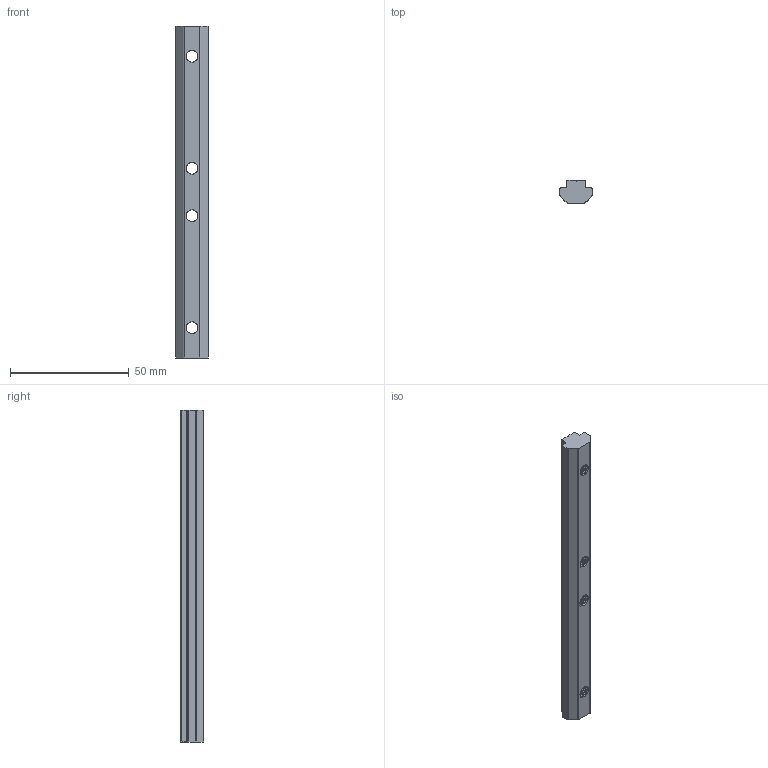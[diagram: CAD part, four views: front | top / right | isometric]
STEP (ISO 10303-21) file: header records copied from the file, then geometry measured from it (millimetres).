
FILE_DESCRIPTION (( 'STEP AP214' ), '1' );
FILE_NAME ('40槽条连接件（国标）.STEP', '2019-07-26T00:48:51', ( '微软用户' ), ( '微软中国' ), 'SwSTEP 2.0', 'SolidWorks 2015', '' );
FILE_SCHEMA (( 'AUTOMOTIVE_DESIGN' ));
Length unit declared in the file: millimetre
Products named in the file (1): 40羞沭蟀諉璃ㄗ弊梓ㄘ
Bounding box: 13.5 x 9.8 x 140 mm (x, y, z)
Volume: 13461.9 mm3; surface area: 7007.5 mm2
Topology: 1 solids, 1 shells, 373 faces, 1090 edges, 724 vertices
Faces by surface type: cylinder 176, plane 153, bspline 44
Entity records: 25263 total; most frequent: CARTESIAN_POINT 16351, ORIENTED_EDGE 2180, DIRECTION 1339, EDGE_CURVE 1090, VERTEX_POINT 724, LINE 591, VECTOR 591, B_SPLINE_CURVE_WITH_KNOTS 423
